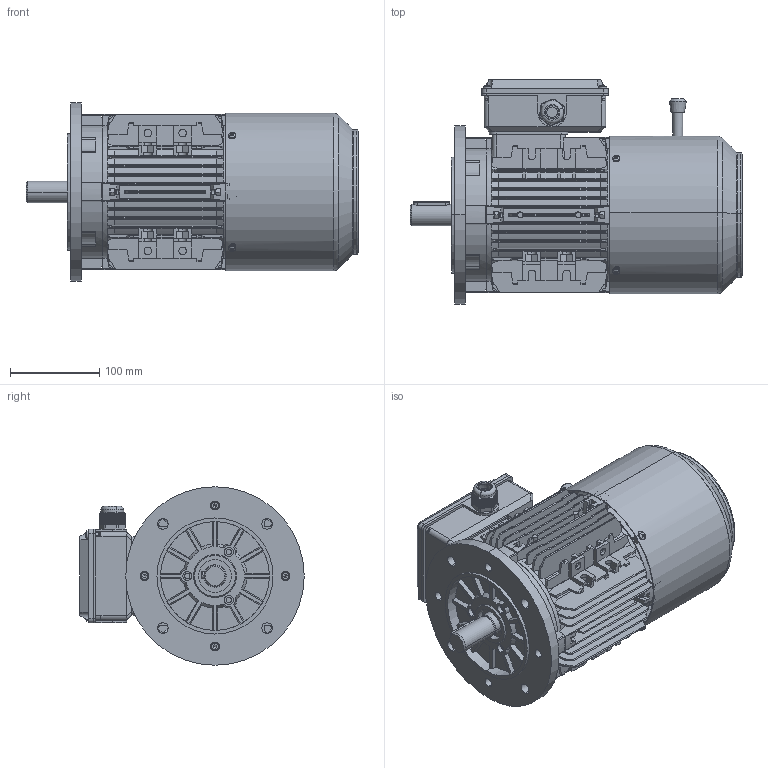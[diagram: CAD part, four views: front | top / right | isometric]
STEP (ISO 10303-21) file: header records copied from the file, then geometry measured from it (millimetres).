
FILE_DESCRIPTION (( 'STEP AP203' ), '1' );
FILE_NAME ('TB90S B5(VIBO諉盄碟).STEP', '2021-11-29T06:36:47', ( '' ), ( '' ), 'SwSTEP 2.0', 'SolidWorks 2014', '' );
FILE_SCHEMA (( 'CONFIG_CONTROL_DESIGN' ));
Length unit declared in the file: millimetre
Products named in the file (18): TB90瑞欶; 90-4怢宒瑞珔傍杶; Plain parallel keys_GB_CONNECTING_PIECE_KEYS_CSK 8X40; 80-100堤盄蹟杶; TA90B5楊擘1; 80-90VIBO諉盄碟郪磁; TB90綴裔; 90秶雄ん; Hexagon nuts grade C GB_GB_FASTENER_NUT_SNC1 M5-N; VIBO80-100諉盄碟釱; T90S儂褲; TB90S蛌粣; 90怢宒瑞珔; TB90S B5(VIBO諉盄碟); Cross recessed thread forming screws GB_GB_CROSS_SCREWS_TYPE138 M4X12-N; Cross recessed thread forming screws GB_GB_CROSS_SCREWS_TYPE138 M5X12-N; Hexagon socket head cap screws GB_GB_FASTENER_SCREWS_HSHCS M5X25-N; VIBO80-100諉盄碟裔
Assembly tree (37 placements, depth 3):
  TB90S B5(VIBO諉盄碟)
    T90S儂褲
    TB90S蛌粣
    TB90瑞欶
    TB90綴裔
    Cross recessed thread forming screws GB_GB_CROSS_SCREWS_TYPE138 M4X12-N  x4
    Plain parallel keys_GB_CONNECTING_PIECE_KEYS_CSK 8X40
    Hexagon nuts grade C GB_GB_FASTENER_NUT_SNC1 M5-N  x8
    Hexagon socket head cap screws GB_GB_FASTENER_SCREWS_HSHCS M5X25-N  x8
    TA90B5楊擘1
    90怢宒瑞珔
    90-4怢宒瑞珔傍杶  x2
    90秶雄ん
    80-90VIBO諉盄碟郪磁
      Cross recessed thread forming screws GB_GB_CROSS_SCREWS_TYPE138 M5X12-N  x3
      80-100堤盄蹟杶
      VIBO80-100諉盄碟釱
      VIBO80-100諉盄碟裔
Bounding box: 372 x 251.5 x 200 mm (x, y, z)
Volume: 2217290.6 mm3; surface area: 1022838 mm2
Topology: 41 solids, 41 shells, 3805 faces, 10250 edges, 6630 vertices
Faces by surface type: plane 2293, cylinder 1073, cone 229, torus 179, sphere 24, bspline 7
Entity records: 114772 total; most frequent: CARTESIAN_POINT 27326, ORIENTED_EDGE 18508, DIRECTION 16867, EDGE_CURVE 9254, VERTEX_POINT 6015, LINE 5665, VECTOR 5665, AXIS2_PLACEMENT_3D 5601
